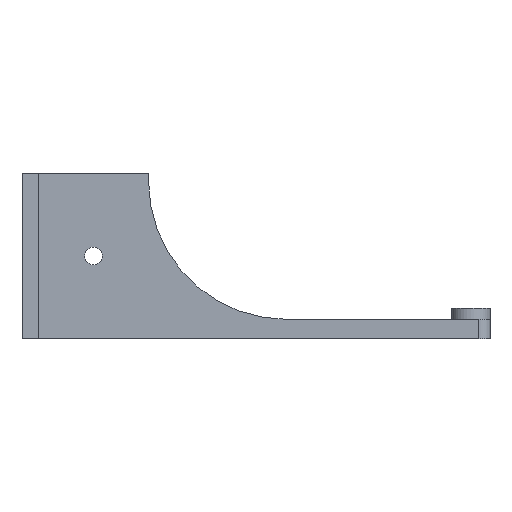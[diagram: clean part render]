
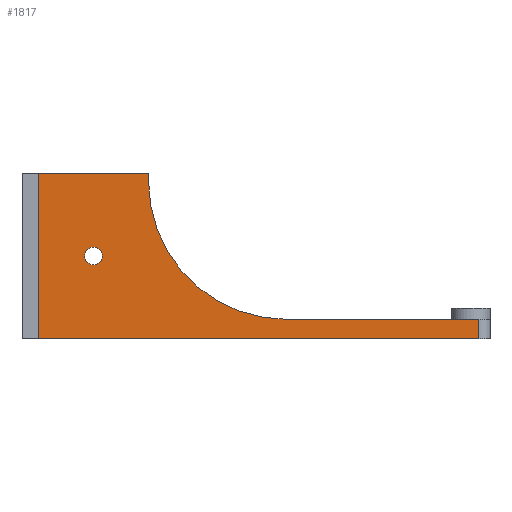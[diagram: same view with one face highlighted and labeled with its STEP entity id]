
A CAD part, front view. The second image highlights one B-rep face of the part: STEP entity #1817.
In plain terms, the highlighted planar face has unit normal (0, -1, 0).
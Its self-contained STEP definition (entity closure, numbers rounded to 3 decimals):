
#47 = PLANE('',#48);
#48 = AXIS2_PLACEMENT_3D('',#49,#50,#51);
#49 = CARTESIAN_POINT('',(39.5,33.,3.5));
#50 = DIRECTION('',(0.,0.,1.));
#51 = DIRECTION('',(1.,0.,0.));
#278 = VERTEX_POINT('',#279);
#279 = CARTESIAN_POINT('',(45.,0.,3.5));
#293 = CYLINDRICAL_SURFACE('',#294,25.);
#294 = AXIS2_PLACEMENT_3D('',#295,#296,#297);
#295 = CARTESIAN_POINT('',(45.,3.,28.5));
#296 = DIRECTION('',(0.,-1.,0.));
#297 = DIRECTION('',(-0.,-0.,-1.));
#305 = EDGE_CURVE('',#278,#306,#308,.T.);
#306 = VERTEX_POINT('',#307);
#307 = CARTESIAN_POINT('',(80.,0.,3.5));
#308 = SURFACE_CURVE('',#309,(#313,#320),.PCURVE_S1.);
#309 = LINE('',#310,#311);
#310 = CARTESIAN_POINT('',(-3.,0.,3.5));
#311 = VECTOR('',#312,1.);
#312 = DIRECTION('',(1.,0.,0.));
#313 = PCURVE('',#47,#314);
#314 = DEFINITIONAL_REPRESENTATION('',(#315),#319);
#315 = LINE('',#316,#317);
#316 = CARTESIAN_POINT('',(-42.5,-33.));
#317 = VECTOR('',#318,1.);
#318 = DIRECTION('',(1.,0.));
#319 = ( GEOMETRIC_REPRESENTATION_CONTEXT(2) 
PARAMETRIC_REPRESENTATION_CONTEXT() REPRESENTATION_CONTEXT('2D SPACE',''
  ) );
#320 = PCURVE('',#321,#326);
#321 = PLANE('',#322);
#322 = AXIS2_PLACEMENT_3D('',#323,#324,#325);
#323 = CARTESIAN_POINT('',(33.665,0.,7.665));
#324 = DIRECTION('',(0.,-1.,0.));
#325 = DIRECTION('',(0.,0.,-1.));
#326 = DEFINITIONAL_REPRESENTATION('',(#327),#331);
#327 = LINE('',#328,#329);
#328 = CARTESIAN_POINT('',(4.165,-36.665));
#329 = VECTOR('',#330,1.);
#330 = DIRECTION('',(0.,1.));
#331 = ( GEOMETRIC_REPRESENTATION_CONTEXT(2) 
PARAMETRIC_REPRESENTATION_CONTEXT() REPRESENTATION_CONTEXT('2D SPACE',''
  ) );
#354 = CYLINDRICAL_SURFACE('',#355,2.);
#355 = AXIS2_PLACEMENT_3D('',#356,#357,#358);
#356 = CARTESIAN_POINT('',(80.,2.,0.));
#357 = DIRECTION('',(0.,0.,1.));
#358 = DIRECTION('',(1.,0.,0.));
#759 = PLANE('',#760);
#760 = AXIS2_PLACEMENT_3D('',#761,#762,#763);
#761 = CARTESIAN_POINT('',(34.705,27.795,0.));
#762 = DIRECTION('',(-0.,-0.,-1.));
#763 = DIRECTION('',(-1.,0.,0.));
#1157 = VERTEX_POINT('',#1158);
#1158 = CARTESIAN_POINT('',(20.,0.,28.5));
#1172 = PLANE('',#1173);
#1173 = AXIS2_PLACEMENT_3D('',#1174,#1175,#1176);
#1174 = CARTESIAN_POINT('',(20.,3.,0.));
#1175 = DIRECTION('',(1.,0.,0.));
#1176 = DIRECTION('',(0.,-1.,0.));
#1184 = EDGE_CURVE('',#278,#1157,#1185,.T.);
#1185 = SURFACE_CURVE('',#1186,(#1191,#1198),.PCURVE_S1.);
#1186 = CIRCLE('',#1187,25.);
#1187 = AXIS2_PLACEMENT_3D('',#1188,#1189,#1190);
#1188 = CARTESIAN_POINT('',(45.,0.,28.5));
#1189 = DIRECTION('',(0.,1.,0.));
#1190 = DIRECTION('',(0.,0.,-1.));
#1191 = PCURVE('',#293,#1192);
#1192 = DEFINITIONAL_REPRESENTATION('',(#1193),#1197);
#1193 = LINE('',#1194,#1195);
#1194 = CARTESIAN_POINT('',(-0.,3.));
#1195 = VECTOR('',#1196,1.);
#1196 = DIRECTION('',(-1.,0.));
#1197 = ( GEOMETRIC_REPRESENTATION_CONTEXT(2) 
PARAMETRIC_REPRESENTATION_CONTEXT() REPRESENTATION_CONTEXT('2D SPACE',''
  ) );
#1198 = PCURVE('',#321,#1199);
#1199 = DEFINITIONAL_REPRESENTATION('',(#1200),#1208);
#1200 = ( BOUNDED_CURVE() B_SPLINE_CURVE(2,(#1201,#1202,#1203,#1204,
#1205,#1206,#1207),.UNSPECIFIED.,.T.,.F.) B_SPLINE_CURVE_WITH_KNOTS((1,2
    ,2,2,2,1),(-2.094,0.,2.094,4.189,
6.283,8.378),.UNSPECIFIED.) CURVE() 
GEOMETRIC_REPRESENTATION_ITEM() RATIONAL_B_SPLINE_CURVE((1.,0.5,1.,0.5,
1.,0.5,1.)) REPRESENTATION_ITEM('') );
#1201 = CARTESIAN_POINT('',(4.165,11.335));
#1202 = CARTESIAN_POINT('',(4.165,-31.966));
#1203 = CARTESIAN_POINT('',(-33.335,-10.316));
#1204 = CARTESIAN_POINT('',(-70.835,11.335));
#1205 = CARTESIAN_POINT('',(-33.335,32.985));
#1206 = CARTESIAN_POINT('',(4.165,54.636));
#1207 = CARTESIAN_POINT('',(4.165,11.335));
#1208 = ( GEOMETRIC_REPRESENTATION_CONTEXT(2) 
PARAMETRIC_REPRESENTATION_CONTEXT() REPRESENTATION_CONTEXT('2D SPACE',''
  ) );
#1277 = PLANE('',#1278);
#1278 = AXIS2_PLACEMENT_3D('',#1279,#1280,#1281);
#1279 = CARTESIAN_POINT('',(4.152,-4.152,30.));
#1280 = DIRECTION('',(0.,0.,1.));
#1281 = DIRECTION('',(1.,0.,0.));
#1772 = VERTEX_POINT('',#1773);
#1773 = CARTESIAN_POINT('',(80.,0.,0.));
#1795 = EDGE_CURVE('',#1772,#306,#1796,.T.);
#1796 = SURFACE_CURVE('',#1797,(#1801,#1808),.PCURVE_S1.);
#1797 = LINE('',#1798,#1799);
#1798 = CARTESIAN_POINT('',(80.,0.,0.));
#1799 = VECTOR('',#1800,1.);
#1800 = DIRECTION('',(0.,0.,1.));
#1801 = PCURVE('',#354,#1802);
#1802 = DEFINITIONAL_REPRESENTATION('',(#1803),#1807);
#1803 = LINE('',#1804,#1805);
#1804 = CARTESIAN_POINT('',(-1.571,0.));
#1805 = VECTOR('',#1806,1.);
#1806 = DIRECTION('',(-0.,1.));
#1807 = ( GEOMETRIC_REPRESENTATION_CONTEXT(2) 
PARAMETRIC_REPRESENTATION_CONTEXT() REPRESENTATION_CONTEXT('2D SPACE',''
  ) );
#1808 = PCURVE('',#321,#1809);
#1809 = DEFINITIONAL_REPRESENTATION('',(#1810),#1814);
#1810 = LINE('',#1811,#1812);
#1811 = CARTESIAN_POINT('',(7.665,46.335));
#1812 = VECTOR('',#1813,1.);
#1813 = DIRECTION('',(-1.,0.));
#1814 = ( GEOMETRIC_REPRESENTATION_CONTEXT(2) 
PARAMETRIC_REPRESENTATION_CONTEXT() REPRESENTATION_CONTEXT('2D SPACE',''
  ) );
#1817 = ADVANCED_FACE('',(#1818,#1918),#321,.T.);
#1818 = FACE_BOUND('',#1819,.T.);
#1819 = EDGE_LOOP('',(#1820,#1821,#1822,#1845,#1868,#1896,#1917));
#1820 = ORIENTED_EDGE('',*,*,#305,.F.);
#1821 = ORIENTED_EDGE('',*,*,#1184,.T.);
#1822 = ORIENTED_EDGE('',*,*,#1823,.T.);
#1823 = EDGE_CURVE('',#1157,#1824,#1826,.T.);
#1824 = VERTEX_POINT('',#1825);
#1825 = CARTESIAN_POINT('',(20.,0.,30.));
#1826 = SURFACE_CURVE('',#1827,(#1831,#1838),.PCURVE_S1.);
#1827 = LINE('',#1828,#1829);
#1828 = CARTESIAN_POINT('',(20.,0.,0.));
#1829 = VECTOR('',#1830,1.);
#1830 = DIRECTION('',(0.,0.,1.));
#1831 = PCURVE('',#321,#1832);
#1832 = DEFINITIONAL_REPRESENTATION('',(#1833),#1837);
#1833 = LINE('',#1834,#1835);
#1834 = CARTESIAN_POINT('',(7.665,-13.665));
#1835 = VECTOR('',#1836,1.);
#1836 = DIRECTION('',(-1.,0.));
#1837 = ( GEOMETRIC_REPRESENTATION_CONTEXT(2) 
PARAMETRIC_REPRESENTATION_CONTEXT() REPRESENTATION_CONTEXT('2D SPACE',''
  ) );
#1838 = PCURVE('',#1172,#1839);
#1839 = DEFINITIONAL_REPRESENTATION('',(#1840),#1844);
#1840 = LINE('',#1841,#1842);
#1841 = CARTESIAN_POINT('',(3.,0.));
#1842 = VECTOR('',#1843,1.);
#1843 = DIRECTION('',(0.,-1.));
#1844 = ( GEOMETRIC_REPRESENTATION_CONTEXT(2) 
PARAMETRIC_REPRESENTATION_CONTEXT() REPRESENTATION_CONTEXT('2D SPACE',''
  ) );
#1845 = ORIENTED_EDGE('',*,*,#1846,.T.);
#1846 = EDGE_CURVE('',#1824,#1847,#1849,.T.);
#1847 = VERTEX_POINT('',#1848);
#1848 = CARTESIAN_POINT('',(0.,0.,30.));
#1849 = SURFACE_CURVE('',#1850,(#1854,#1861),.PCURVE_S1.);
#1850 = LINE('',#1851,#1852);
#1851 = CARTESIAN_POINT('',(20.,0.,30.));
#1852 = VECTOR('',#1853,1.);
#1853 = DIRECTION('',(-1.,0.,0.));
#1854 = PCURVE('',#321,#1855);
#1855 = DEFINITIONAL_REPRESENTATION('',(#1856),#1860);
#1856 = LINE('',#1857,#1858);
#1857 = CARTESIAN_POINT('',(-22.335,-13.665));
#1858 = VECTOR('',#1859,1.);
#1859 = DIRECTION('',(0.,-1.));
#1860 = ( GEOMETRIC_REPRESENTATION_CONTEXT(2) 
PARAMETRIC_REPRESENTATION_CONTEXT() REPRESENTATION_CONTEXT('2D SPACE',''
  ) );
#1861 = PCURVE('',#1277,#1862);
#1862 = DEFINITIONAL_REPRESENTATION('',(#1863),#1867);
#1863 = LINE('',#1864,#1865);
#1864 = CARTESIAN_POINT('',(15.848,4.152));
#1865 = VECTOR('',#1866,1.);
#1866 = DIRECTION('',(-1.,0.));
#1867 = ( GEOMETRIC_REPRESENTATION_CONTEXT(2) 
PARAMETRIC_REPRESENTATION_CONTEXT() REPRESENTATION_CONTEXT('2D SPACE',''
  ) );
#1868 = ORIENTED_EDGE('',*,*,#1869,.F.);
#1869 = EDGE_CURVE('',#1870,#1847,#1872,.T.);
#1870 = VERTEX_POINT('',#1871);
#1871 = CARTESIAN_POINT('',(0.,0.,0.));
#1872 = SURFACE_CURVE('',#1873,(#1877,#1884),.PCURVE_S1.);
#1873 = LINE('',#1874,#1875);
#1874 = CARTESIAN_POINT('',(0.,0.,0.));
#1875 = VECTOR('',#1876,1.);
#1876 = DIRECTION('',(0.,0.,1.));
#1877 = PCURVE('',#321,#1878);
#1878 = DEFINITIONAL_REPRESENTATION('',(#1879),#1883);
#1879 = LINE('',#1880,#1881);
#1880 = CARTESIAN_POINT('',(7.665,-33.665));
#1881 = VECTOR('',#1882,1.);
#1882 = DIRECTION('',(-1.,0.));
#1883 = ( GEOMETRIC_REPRESENTATION_CONTEXT(2) 
PARAMETRIC_REPRESENTATION_CONTEXT() REPRESENTATION_CONTEXT('2D SPACE',''
  ) );
#1884 = PCURVE('',#1885,#1890);
#1885 = PLANE('',#1886);
#1886 = AXIS2_PLACEMENT_3D('',#1887,#1888,#1889);
#1887 = CARTESIAN_POINT('',(0.,-20.,0.));
#1888 = DIRECTION('',(-1.,0.,0.));
#1889 = DIRECTION('',(0.,1.,0.));
#1890 = DEFINITIONAL_REPRESENTATION('',(#1891),#1895);
#1891 = LINE('',#1892,#1893);
#1892 = CARTESIAN_POINT('',(20.,0.));
#1893 = VECTOR('',#1894,1.);
#1894 = DIRECTION('',(0.,-1.));
#1895 = ( GEOMETRIC_REPRESENTATION_CONTEXT(2) 
PARAMETRIC_REPRESENTATION_CONTEXT() REPRESENTATION_CONTEXT('2D SPACE',''
  ) );
#1896 = ORIENTED_EDGE('',*,*,#1897,.T.);
#1897 = EDGE_CURVE('',#1870,#1772,#1898,.T.);
#1898 = SURFACE_CURVE('',#1899,(#1903,#1910),.PCURVE_S1.);
#1899 = LINE('',#1900,#1901);
#1900 = CARTESIAN_POINT('',(-3.,0.,0.));
#1901 = VECTOR('',#1902,1.);
#1902 = DIRECTION('',(1.,0.,0.));
#1903 = PCURVE('',#321,#1904);
#1904 = DEFINITIONAL_REPRESENTATION('',(#1905),#1909);
#1905 = LINE('',#1906,#1907);
#1906 = CARTESIAN_POINT('',(7.665,-36.665));
#1907 = VECTOR('',#1908,1.);
#1908 = DIRECTION('',(0.,1.));
#1909 = ( GEOMETRIC_REPRESENTATION_CONTEXT(2) 
PARAMETRIC_REPRESENTATION_CONTEXT() REPRESENTATION_CONTEXT('2D SPACE',''
  ) );
#1910 = PCURVE('',#759,#1911);
#1911 = DEFINITIONAL_REPRESENTATION('',(#1912),#1916);
#1912 = LINE('',#1913,#1914);
#1913 = CARTESIAN_POINT('',(37.705,-27.795));
#1914 = VECTOR('',#1915,1.);
#1915 = DIRECTION('',(-1.,0.));
#1916 = ( GEOMETRIC_REPRESENTATION_CONTEXT(2) 
PARAMETRIC_REPRESENTATION_CONTEXT() REPRESENTATION_CONTEXT('2D SPACE',''
  ) );
#1917 = ORIENTED_EDGE('',*,*,#1795,.T.);
#1918 = FACE_BOUND('',#1919,.T.);
#1919 = EDGE_LOOP('',(#1920));
#1920 = ORIENTED_EDGE('',*,*,#1921,.F.);
#1921 = EDGE_CURVE('',#1922,#1922,#1924,.T.);
#1922 = VERTEX_POINT('',#1923);
#1923 = CARTESIAN_POINT('',(11.6,0.,15.));
#1924 = SURFACE_CURVE('',#1925,(#1930,#1937),.PCURVE_S1.);
#1925 = CIRCLE('',#1926,1.6);
#1926 = AXIS2_PLACEMENT_3D('',#1927,#1928,#1929);
#1927 = CARTESIAN_POINT('',(10.,0.,15.));
#1928 = DIRECTION('',(0.,-1.,0.));
#1929 = DIRECTION('',(1.,0.,0.));
#1930 = PCURVE('',#321,#1931);
#1931 = DEFINITIONAL_REPRESENTATION('',(#1932),#1936);
#1932 = CIRCLE('',#1933,1.6);
#1933 = AXIS2_PLACEMENT_2D('',#1934,#1935);
#1934 = CARTESIAN_POINT('',(-7.335,-23.665));
#1935 = DIRECTION('',(0.,1.));
#1936 = ( GEOMETRIC_REPRESENTATION_CONTEXT(2) 
PARAMETRIC_REPRESENTATION_CONTEXT() REPRESENTATION_CONTEXT('2D SPACE',''
  ) );
#1937 = PCURVE('',#1938,#1943);
#1938 = CYLINDRICAL_SURFACE('',#1939,1.6);
#1939 = AXIS2_PLACEMENT_3D('',#1940,#1941,#1942);
#1940 = CARTESIAN_POINT('',(10.,0.,15.));
#1941 = DIRECTION('',(0.,-1.,0.));
#1942 = DIRECTION('',(1.,0.,0.));
#1943 = DEFINITIONAL_REPRESENTATION('',(#1944),#1948);
#1944 = LINE('',#1945,#1946);
#1945 = CARTESIAN_POINT('',(0.,0.));
#1946 = VECTOR('',#1947,1.);
#1947 = DIRECTION('',(1.,0.));
#1948 = ( GEOMETRIC_REPRESENTATION_CONTEXT(2) 
PARAMETRIC_REPRESENTATION_CONTEXT() REPRESENTATION_CONTEXT('2D SPACE',''
  ) );
